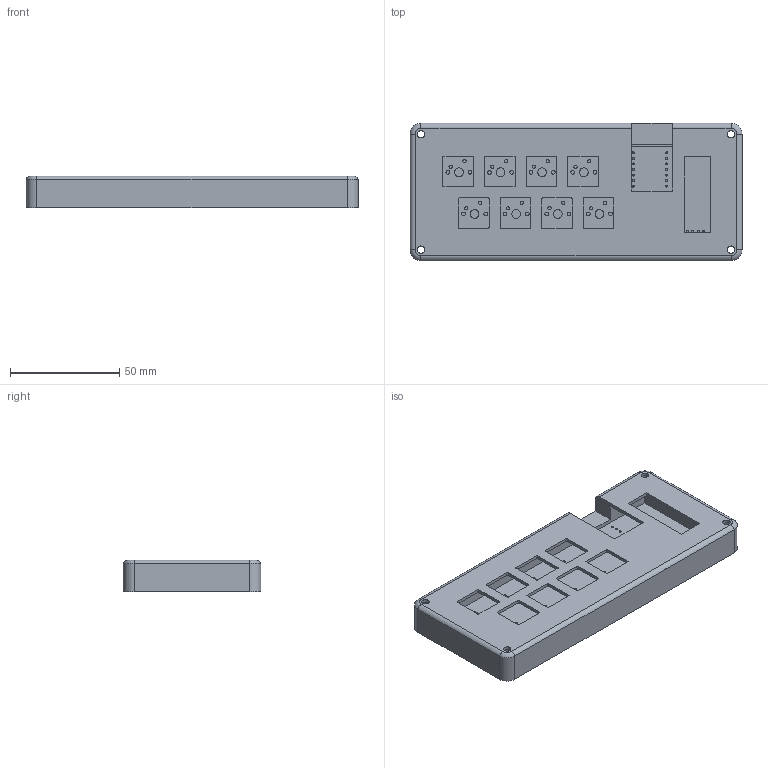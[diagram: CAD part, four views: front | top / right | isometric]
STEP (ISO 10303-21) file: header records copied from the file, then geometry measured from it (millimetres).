
FILE_DESCRIPTION(/* description */ (''),/* implementation_level */ '2;1');
FILE_NAME(/* name */ 'Macropad full case assembled.step',/* time_stamp */ '2025-12-07T12:29:44-08:00',/* author */ (''),/* organization */ (''),/* preprocessor_version */ 'ST-DEVELOPER v20.1',/* originating_system */ 'Autodesk Translation Framework v14.21.0.0',/* authorisation */ '');
FILE_SCHEMA (('AUTOMOTIVE_DESIGN { 1 0 10303 214 3 1 1 }'));
Length unit declared in the file: millimetre
Products named in the file (7): Macropad full case; MacroPad Case; Arsha's MacroPad; Macropad_PCB 1; Macropad_PCB_PCB; LED_SK6812_PLCC4_5.0x5.0mm_P3.2mm; Macropad Case Top
Assembly tree (6 placements, depth 3):
  Macropad full case
    MacroPad Case
    Macropad_PCB 1
      LED_SK6812_PLCC4_5.0x5.0mm_P3.2mm  x2
      Macropad_PCB_PCB
    Macropad Case Top
  Arsha's MacroPad
Bounding box: 151.97 x 62.86 x 14.5 mm (x, y, z)
Volume: 82328.3 mm3; surface area: 55727 mm2
Topology: 5 solids, 5 shells, 666 faces, 1883 edges, 1246 vertices
Faces by surface type: bspline 257, plane 248, cylinder 155, torus 4, cone 2
Full cylindrical faces by diameter (mm): 0.889 x14, 1 x4, 1.5 x16, 1.7 x16, 3.333 x2, 3.4 x8, 4 x8, 6 x4
Entity records: 22371 total; most frequent: CARTESIAN_POINT 7793, ORIENTED_EDGE 3380, DIRECTION 2156, EDGE_CURVE 1690, VERTEX_POINT 1122, LINE 906, VECTOR 906, EDGE_LOOP 778
